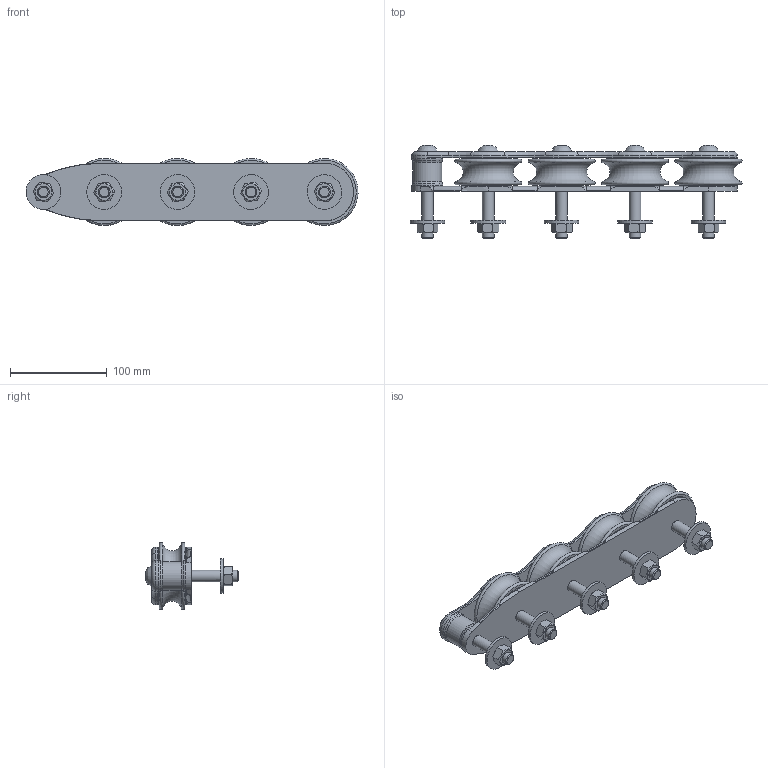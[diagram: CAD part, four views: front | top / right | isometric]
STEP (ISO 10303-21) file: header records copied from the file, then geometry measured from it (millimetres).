
FILE_DESCRIPTION(/* description */ (''),/* implementation_level */ '2;1');
FILE_NAME(/* name */ 'D740.stp',/* time_stamp */ '2021-05-27T13:04:48+02:00',/* author */ ('lucade'),/* organization */ (''),/* preprocessor_version */ 'ST-DEVELOPER v18.1',/* originating_system */ 'Autodesk Inventor 2021',/* authorisation */ '');
FILE_SCHEMA (('AUTOMOTIVE_DESIGN { 1 0 10303 214 3 1 1 }'));
Length unit declared in the file: millimetre
Products named in the file (1): 21052706
Bounding box: 343.73 x 96.6 x 69.5 mm (x, y, z)
Volume: 573538.2 mm3; surface area: 157910.7 mm2
Topology: 1 solids, 8 shells, 638 faces, 1163 edges, 810 vertices
Faces by surface type: sphere 216, plane 168, cylinder 102, torus 100, cone 47, bspline 5
Full cylindrical faces by diameter (mm): 12 x15, 12.1 x5, 12.2 x5, 13 x5, 14 x5, 14.1 x5, 20 x10, 24.5 x5, 24.6 x5, 30 x1, 32 x2, 36 x5, 60 x8
Entity records: 16388 total; most frequent: DIRECTION 3093, CARTESIAN_POINT 3077, ORIENTED_EDGE 2316, AXIS2_PLACEMENT_3D 1414, EDGE_CURVE 1158, EDGE_LOOP 934, VERTEX_POINT 810, CIRCLE 780
